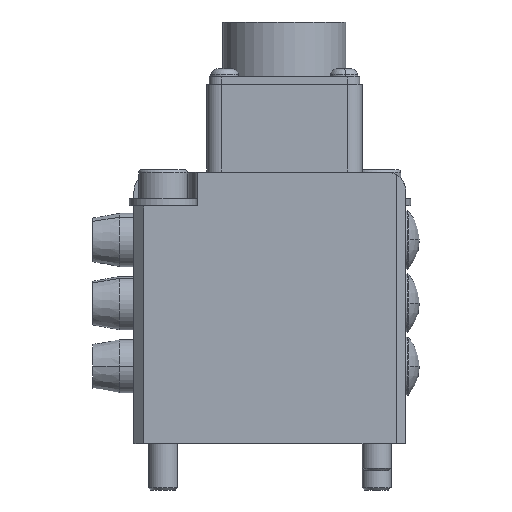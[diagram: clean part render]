
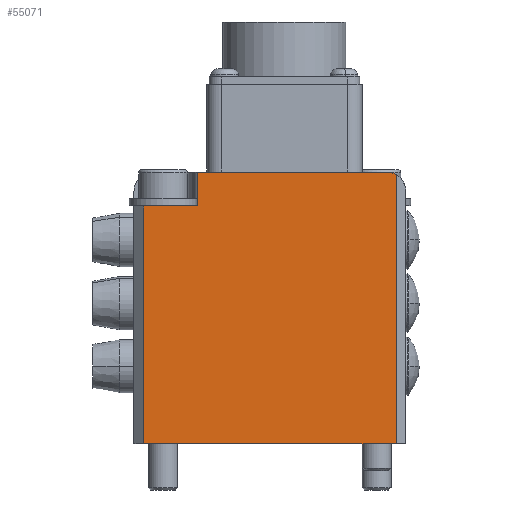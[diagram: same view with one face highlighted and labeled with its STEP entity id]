
A CAD part, front view. The second image highlights one B-rep face of the part: STEP entity #55071.
In plain terms, the highlighted planar face has unit normal (0, -1, 0).
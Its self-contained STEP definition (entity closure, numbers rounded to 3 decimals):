
#359 = EDGE_CURVE ( 'NONE', #14774, #78908, #39704, .T. ) ;
#2133 = ORIENTED_EDGE ( 'NONE', *, *, #65260, .T. ) ;
#2224 = CARTESIAN_POINT ( 'NONE',  ( -28., -23., 56. ) ) ;
#2227 = DIRECTION ( 'NONE',  ( 1., 0., 0. ) ) ;
#2722 = FACE_OUTER_BOUND ( 'NONE', #95619, .T. ) ;
#3188 = DIRECTION ( 'NONE',  ( 0., 1., 0. ) ) ;
#3660 = LINE ( 'NONE', #39193, #26187 ) ;
#4163 = CARTESIAN_POINT ( 'NONE',  ( -28., -23., 56. ) ) ;
#6243 = VECTOR ( 'NONE', #17759, 1000. ) ;
#11930 = LINE ( 'NONE', #4163, #70184 ) ;
#12214 = EDGE_CURVE ( 'NONE', #33216, #76893, #90923, .T. ) ;
#14774 = VERTEX_POINT ( 'NONE', #36604 ) ;
#15801 = CARTESIAN_POINT ( 'NONE',  ( -15., -23., 49. ) ) ;
#16291 = LINE ( 'NONE', #15801, #27118 ) ;
#16882 = CARTESIAN_POINT ( 'NONE',  ( -15., -23., 49. ) ) ;
#17493 = VERTEX_POINT ( 'NONE', #60556 ) ;
#17759 = DIRECTION ( 'NONE',  ( 0., 0., -1. ) ) ;
#18712 = CARTESIAN_POINT ( 'NONE',  ( -26., -23., 56. ) ) ;
#19196 = CARTESIAN_POINT ( 'NONE',  ( -15., -23., 29.151 ) ) ;
#23204 = ORIENTED_EDGE ( 'NONE', *, *, #44259, .F. ) ;
#25512 = DIRECTION ( 'NONE',  ( 0., 0., 1. ) ) ;
#26187 = VECTOR ( 'NONE', #2227, 1000. ) ;
#27118 = VECTOR ( 'NONE', #91130, 1000. ) ;
#27464 = LINE ( 'NONE', #19196, #78365 ) ;
#31162 = CARTESIAN_POINT ( 'NONE',  ( 26., -23., 56. ) ) ;
#33216 = VERTEX_POINT ( 'NONE', #80650 ) ;
#36604 = CARTESIAN_POINT ( 'NONE',  ( -26., -23., 49. ) ) ;
#39193 = CARTESIAN_POINT ( 'NONE',  ( -28., -23., 0. ) ) ;
#39704 = LINE ( 'NONE', #18712, #6243 ) ;
#44134 = CARTESIAN_POINT ( 'NONE',  ( -26., -23., 0. ) ) ;
#44259 = EDGE_CURVE ( 'NONE', #17493, #70662, #11930, .T. ) ;
#44607 = AXIS2_PLACEMENT_3D ( 'NONE', #78642, #77202, #54828 ) ;
#47750 = EDGE_CURVE ( 'NONE', #76893, #70662, #91108, .T. ) ;
#50001 = ORIENTED_EDGE ( 'NONE', *, *, #93564, .T. ) ;
#50208 = CARTESIAN_POINT ( 'NONE',  ( 26., -23., 55.464 ) ) ;
#54828 = DIRECTION ( 'NONE',  ( 0., 0., 1. ) ) ;
#55071 = ADVANCED_FACE ( 'NONE', ( #2722 ), #85317, .F. ) ;
#55778 = VECTOR ( 'NONE', #60770, 1000. ) ;
#59721 = CARTESIAN_POINT ( 'NONE',  ( 24., -23., 56. ) ) ;
#59921 = ORIENTED_EDGE ( 'NONE', *, *, #12214, .T. ) ;
#60556 = CARTESIAN_POINT ( 'NONE',  ( -15., -23., 56. ) ) ;
#60770 = DIRECTION ( 'NONE',  ( 0., 0., 1. ) ) ;
#60872 = ORIENTED_EDGE ( 'NONE', *, *, #68849, .F. ) ;
#65260 = EDGE_CURVE ( 'NONE', #78908, #33216, #3660, .T. ) ;
#68849 = EDGE_CURVE ( 'NONE', #75620, #17493, #27464, .T. ) ;
#70184 = VECTOR ( 'NONE', #77546, 1000. ) ;
#70662 = VERTEX_POINT ( 'NONE', #59721 ) ;
#71361 = ORIENTED_EDGE ( 'NONE', *, *, #47750, .T. ) ;
#75620 = VERTEX_POINT ( 'NONE', #16882 ) ;
#76893 = VERTEX_POINT ( 'NONE', #50208 ) ;
#77202 = DIRECTION ( 'NONE',  ( 0., -1., 0. ) ) ;
#77546 = DIRECTION ( 'NONE',  ( 1., 0., 0. ) ) ;
#78365 = VECTOR ( 'NONE', #79492, 1000. ) ;
#78642 = CARTESIAN_POINT ( 'NONE',  ( 24., -23., 52. ) ) ;
#78908 = VERTEX_POINT ( 'NONE', #44134 ) ;
#79492 = DIRECTION ( 'NONE',  ( 0., 0., 1. ) ) ;
#80650 = CARTESIAN_POINT ( 'NONE',  ( 26., -23., 0. ) ) ;
#85317 = PLANE ( 'NONE',  #85873 ) ;
#85575 = ORIENTED_EDGE ( 'NONE', *, *, #359, .T. ) ;
#85873 = AXIS2_PLACEMENT_3D ( 'NONE', #2224, #3188, #25512 ) ;
#90923 = LINE ( 'NONE', #31162, #55778 ) ;
#91108 = CIRCLE ( 'NONE', #44607, 4. ) ;
#91130 = DIRECTION ( 'NONE',  ( -1., 0., 0. ) ) ;
#93564 = EDGE_CURVE ( 'NONE', #75620, #14774, #16291, .T. ) ;
#95619 = EDGE_LOOP ( 'NONE', ( #59921, #71361, #23204, #60872, #50001, #85575, #2133 ) ) ;
